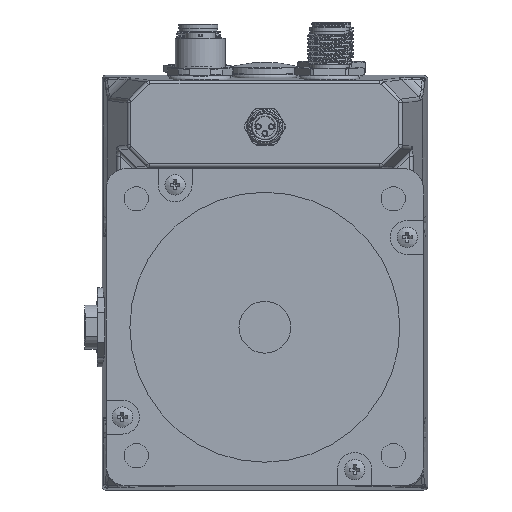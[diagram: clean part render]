
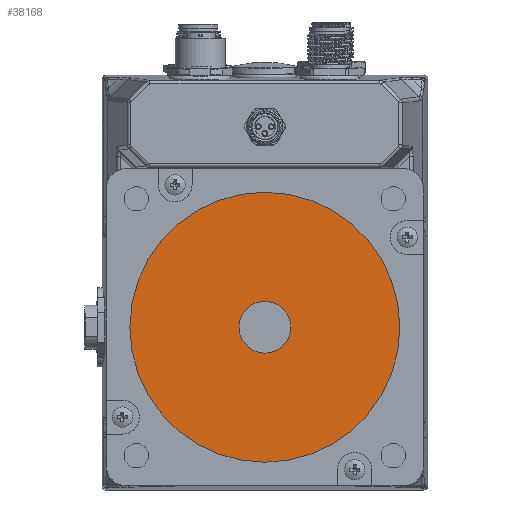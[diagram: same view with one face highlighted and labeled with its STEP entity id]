
A CAD part, front view. The second image highlights one B-rep face of the part: STEP entity #38168.
In plain terms, the highlighted planar face has unit normal (0, -1, 0).
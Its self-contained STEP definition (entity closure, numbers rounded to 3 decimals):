
#829=FACE_BOUND('',#12642,.T.);
#1220=PLANE('',#40924);
#10429=FACE_OUTER_BOUND('',#12641,.T.);
#12641=EDGE_LOOP('',(#29117));
#12642=EDGE_LOOP('',(#29118));
#14801=CIRCLE('',#40909,7.);
#14810=CIRCLE('',#40925,36.513);
#17616=VERTEX_POINT('',#63933);
#17641=VERTEX_POINT('',#63993);
#21853=EDGE_CURVE('',#17616,#17616,#14801,.T.);
#21880=EDGE_CURVE('',#17641,#17641,#14810,.T.);
#29117=ORIENTED_EDGE('',*,*,#21880,.F.);
#29118=ORIENTED_EDGE('',*,*,#21853,.T.);
#38168=ADVANCED_FACE('',(#10429,#829),#1220,.F.);
#40909=AXIS2_PLACEMENT_3D('',#63935,#46810,#46811);
#40924=AXIS2_PLACEMENT_3D('',#63992,#46858,#46859);
#40925=AXIS2_PLACEMENT_3D('',#63994,#46860,#46861);
#46810=DIRECTION('center_axis',(0.,1.,0.));
#46811=DIRECTION('ref_axis',(0.,0.,
1.));
#46858=DIRECTION('center_axis',(0.,1.,0.));
#46859=DIRECTION('ref_axis',(0.,0.,
-1.));
#46860=DIRECTION('center_axis',(0.,1.,0.));
#46861=DIRECTION('ref_axis',(0.,0.,
-1.));
#63933=CARTESIAN_POINT('',(0.,-168.,36.91));
#63935=CARTESIAN_POINT('Origin',(0.,-168.,43.91));
#63992=CARTESIAN_POINT('Origin',(0.,-168.,43.91));
#63993=CARTESIAN_POINT('',(0.,-168.,80.423));
#63994=CARTESIAN_POINT('Origin',(0.,-168.,43.91));
